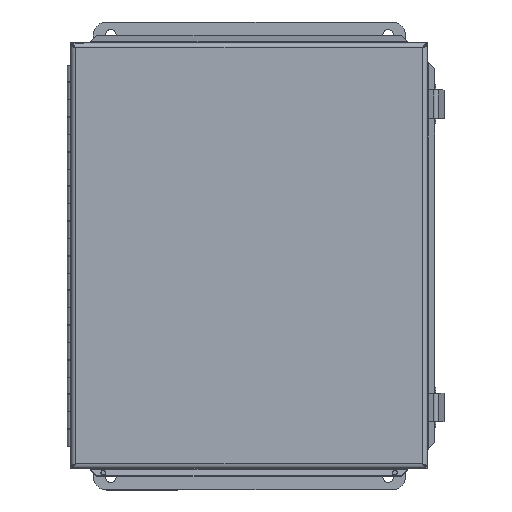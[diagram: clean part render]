
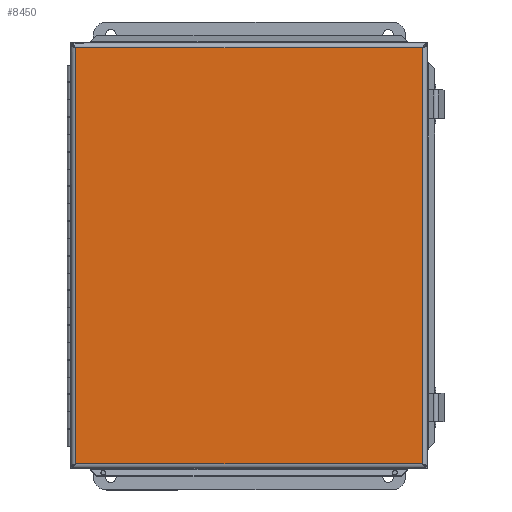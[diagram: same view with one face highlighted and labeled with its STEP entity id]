
A CAD part, top view. The second image highlights one B-rep face of the part: STEP entity #8450.
In plain terms, the highlighted planar face has unit normal (0, 0, 1).
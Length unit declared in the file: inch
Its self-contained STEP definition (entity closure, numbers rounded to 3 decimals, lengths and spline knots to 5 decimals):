
#846=PLANE('',#9297);
#1421=LINE('',#13918,#2258);
#1461=LINE('',#14186,#2298);
#1564=LINE('',#14586,#2401);
#1565=LINE('',#14588,#2402);
#2258=VECTOR('',#10785,0.3937);
#2298=VECTOR('',#10849,0.3937);
#2401=VECTOR('',#11120,0.3937);
#2402=VECTOR('',#11123,0.3937);
#3056=FACE_OUTER_BOUND('',#3569,.T.);
#3569=EDGE_LOOP('',(#7551,#7552,#7553,#7554));
#4323=VERTEX_POINT('',#13639);
#4354=VERTEX_POINT('',#13787);
#4382=VERTEX_POINT('',#13917);
#4402=VERTEX_POINT('',#14099);
#5347=EDGE_CURVE('',#4382,#4354,#1421,.T.);
#5398=EDGE_CURVE('',#4323,#4402,#1461,.T.);
#5531=EDGE_CURVE('',#4354,#4323,#1564,.T.);
#5532=EDGE_CURVE('',#4402,#4382,#1565,.T.);
#7551=ORIENTED_EDGE('',*,*,#5531,.T.);
#7552=ORIENTED_EDGE('',*,*,#5398,.T.);
#7553=ORIENTED_EDGE('',*,*,#5532,.T.);
#7554=ORIENTED_EDGE('',*,*,#5347,.T.);
#8450=ADVANCED_FACE('',(#3056),#846,.T.);
#9297=AXIS2_PLACEMENT_3D('',#14589,#11124,#11125);
#10785=DIRECTION('',(0.,-1.,0.));
#10849=DIRECTION('',(0.,1.,0.));
#11120=DIRECTION('',(1.,0.,0.));
#11123=DIRECTION('',(-1.,0.,0.));
#11124=DIRECTION('center_axis',(0.,0.,1.));
#11125=DIRECTION('ref_axis',(1.,0.,0.));
#13639=CARTESIAN_POINT('',(5.0035,-6.0035,0.059));
#13787=CARTESIAN_POINT('',(-5.0035,-6.0035,0.059));
#13917=CARTESIAN_POINT('',(-5.0035,6.0035,0.059));
#13918=CARTESIAN_POINT('',(-5.0035,3.00175,0.059));
#14099=CARTESIAN_POINT('',(5.0035,6.0035,0.059));
#14186=CARTESIAN_POINT('',(5.0035,-3.00175,0.059));
#14586=CARTESIAN_POINT('',(-2.50175,-6.0035,0.059));
#14588=CARTESIAN_POINT('',(2.50175,6.0035,0.059));
#14589=CARTESIAN_POINT('Origin',(0.,0.,
0.059));
